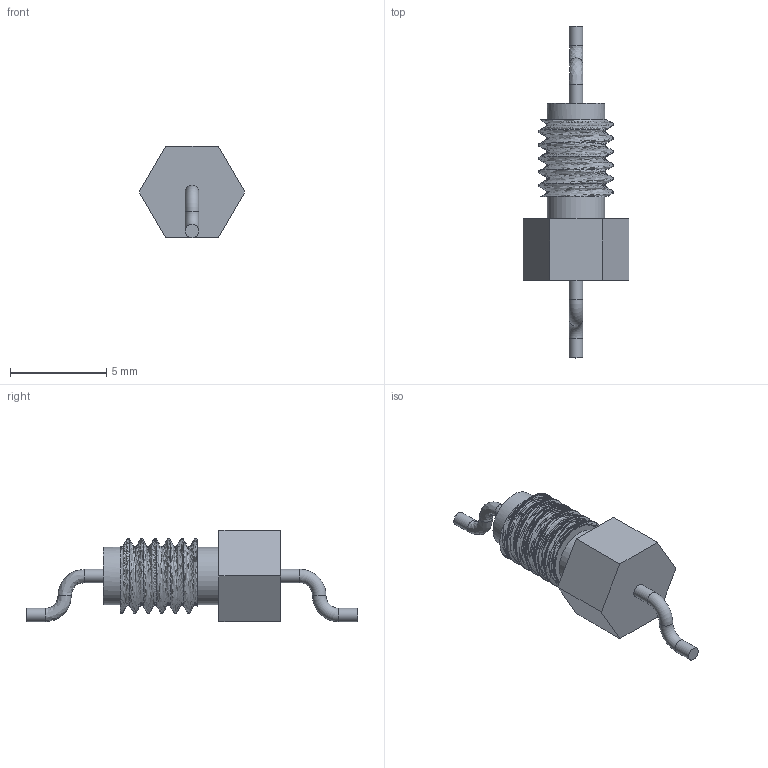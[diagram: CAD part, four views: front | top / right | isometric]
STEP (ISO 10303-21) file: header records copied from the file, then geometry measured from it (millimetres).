
FILE_DESCRIPTION(('FreeCAD Model'),'2;1');
FILE_NAME('Open CASCADE Shape Model','2023-11-08T10:29:44',(''),(''), 'Open CASCADE STEP processor 7.6','FreeCAD','Unknown');
FILE_SCHEMA(('AUTOMOTIVE_DESIGN { 1 0 10303 214 1 1 1 1 }'));
Length unit declared in the file: millimetre
Products named in the file (1): DoubleBow
Bounding box: 5.48 x 17.25 x 4.75 mm (x, y, z)
Volume: 118.4 mm3; surface area: 211.1 mm2
Topology: 1 solids, 1 shells, 29 faces, 55 edges, 33 vertices
Faces by surface type: plane 13, bspline 6, cylinder 5, torus 2, revolution 2, extrusion 1
Full cylindrical faces by diameter (mm): 0.7 x3, 3 x2
Entity records: 11952 total; most frequent: CARTESIAN_POINT 11364, DIRECTION 111, ORIENTED_EDGE 110, EDGE_CURVE 55, AXIS2_PLACEMENT_3D 42, FACE_BOUND 34, EDGE_LOOP 34, VERTEX_POINT 33
